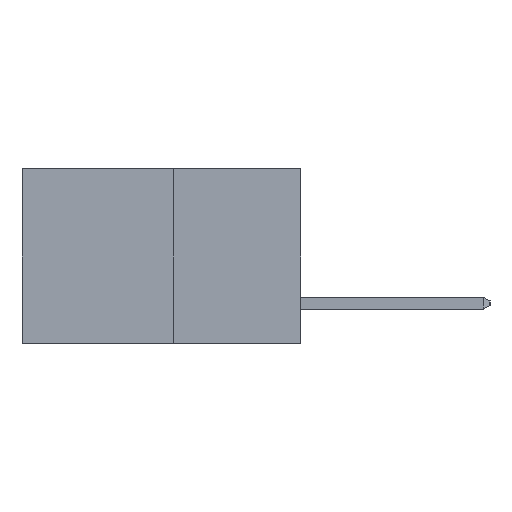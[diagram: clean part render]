
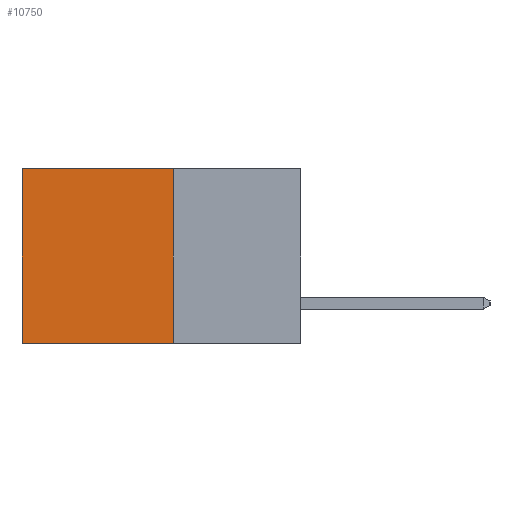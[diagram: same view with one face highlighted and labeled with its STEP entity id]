
A CAD part, left-side view. The second image highlights one B-rep face of the part: STEP entity #10750.
In plain terms, the highlighted planar face has unit normal (-1, 0, 0).
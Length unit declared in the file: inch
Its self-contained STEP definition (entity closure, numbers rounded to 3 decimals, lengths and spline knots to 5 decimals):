
#92 = EDGE_CURVE ( 'NONE', #2820, #5313, #7328, .T. ) ;
#215 = DIRECTION ( 'NONE',  ( 0., 1., 0. ) ) ;
#241 = CARTESIAN_POINT ( 'NONE',  ( 0.277, 0.27, 0. ) ) ;
#512 = DIRECTION ( 'NONE',  ( 0., 1., 0. ) ) ;
#1286 = CARTESIAN_POINT ( 'NONE',  ( 0.277, 0.27, -0.37 ) ) ;
#2163 = DIRECTION ( 'NONE',  ( 0., 0., -1. ) ) ;
#2820 = VERTEX_POINT ( 'NONE', #7299 ) ;
#2988 = DIRECTION ( 'NONE',  ( 0., 0., -1. ) ) ;
#3080 = CARTESIAN_POINT ( 'NONE',  ( 0.277, 0.59, -0.37 ) ) ;
#3704 = CARTESIAN_POINT ( 'NONE',  ( 0.277, 0.27, -0.37 ) ) ;
#3926 = CARTESIAN_POINT ( 'NONE',  ( 0.277, 0.59, 0. ) ) ;
#3943 = VERTEX_POINT ( 'NONE', #3704 ) ;
#5277 = VECTOR ( 'NONE', #512, 39.37008 ) ;
#5313 = VERTEX_POINT ( 'NONE', #3926 ) ;
#5439 = VECTOR ( 'NONE', #10644, 39.37008 ) ;
#5560 = PLANE ( 'NONE',  #10601 ) ;
#6132 = EDGE_CURVE ( 'NONE', #2820, #3943, #7486, .T. ) ;
#6285 = CARTESIAN_POINT ( 'NONE',  ( 0.277, 0.27, -0.37 ) ) ;
#6405 = VECTOR ( 'NONE', #215, 39.37008 ) ;
#6428 = VECTOR ( 'NONE', #2988, 39.37008 ) ;
#6673 = LINE ( 'NONE', #3080, #6428 ) ;
#7106 = DIRECTION ( 'NONE',  ( 1., 0., 0. ) ) ;
#7299 = CARTESIAN_POINT ( 'NONE',  ( 0.277, 0.27, 0. ) ) ;
#7328 = LINE ( 'NONE', #241, #5277 ) ;
#7486 = LINE ( 'NONE', #6285, #5439 ) ;
#7941 = ORIENTED_EDGE ( 'NONE', *, *, #8771, .T. ) ;
#8017 = VERTEX_POINT ( 'NONE', #8606 ) ;
#8606 = CARTESIAN_POINT ( 'NONE',  ( 0.277, 0.59, -0.37 ) ) ;
#8771 = EDGE_CURVE ( 'NONE', #5313, #8017, #6673, .T. ) ;
#9393 = CARTESIAN_POINT ( 'NONE',  ( 0.277, 0.27, -0.37 ) ) ;
#9444 = FACE_OUTER_BOUND ( 'NONE', #10451, .T. ) ;
#10451 = EDGE_LOOP ( 'NONE', ( #7941, #10594, #10714, #10765 ) ) ;
#10594 = ORIENTED_EDGE ( 'NONE', *, *, #10653, .F. ) ;
#10601 = AXIS2_PLACEMENT_3D ( 'NONE', #1286, #7106, #2163 ) ;
#10644 = DIRECTION ( 'NONE',  ( 0., 0., -1. ) ) ;
#10653 = EDGE_CURVE ( 'NONE', #3943, #8017, #10662, .T. ) ;
#10662 = LINE ( 'NONE', #9393, #6405 ) ;
#10714 = ORIENTED_EDGE ( 'NONE', *, *, #6132, .F. ) ;
#10750 = ADVANCED_FACE ( 'NONE', ( #9444 ), #5560, .F. ) ;
#10765 = ORIENTED_EDGE ( 'NONE', *, *, #92, .T. ) ;
